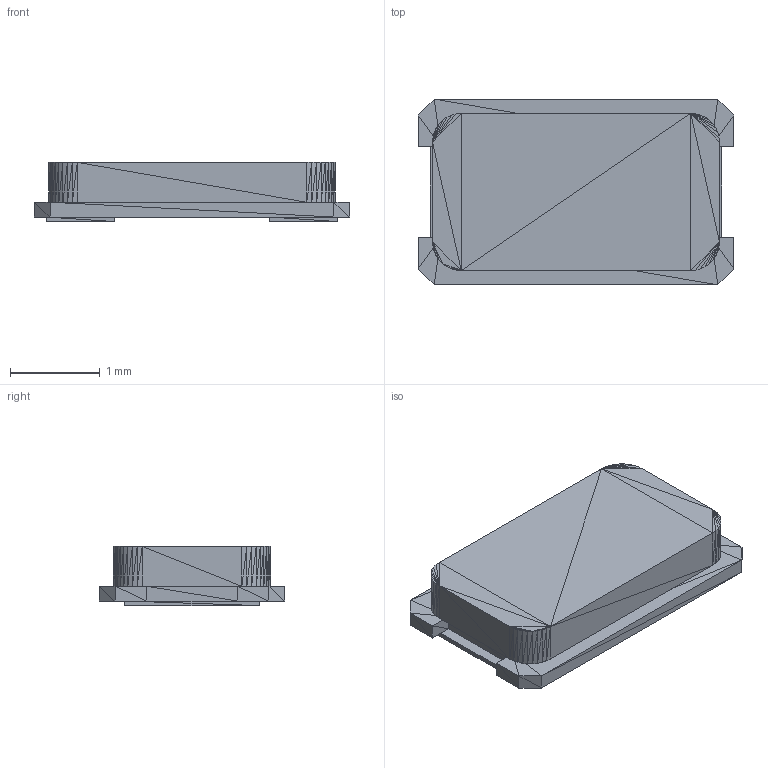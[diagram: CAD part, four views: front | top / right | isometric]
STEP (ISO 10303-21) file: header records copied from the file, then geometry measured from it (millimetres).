
FILE_DESCRIPTION((''),'2;1');
FILE_NAME('CRYS', '2025-07-24T02:55:18', (''), (''), 'ImageToStl.com STEP Converter','', '');
FILE_SCHEMA(('AUTOMOTIVE_DESIGN_CC2'));
Length unit declared in the file: metre
Products named in the file (1): product0
Bounding box: 3.52 x 2.07 x 0.66 mm (x, y, z)
Surface area: 35.6 mm2 (no closed solid volume)
Topology: 0 solids, 240 shells, 240 faces, 720 edges, 128 vertices
Faces by surface type: plane 240
Entity records: 5564 total; most frequent: DIRECTION 1202, ORIENTED_EDGE 720, EDGE_CURVE 720, LINE 720, VECTOR 720, AXIS2_PLACEMENT_3D 241, FACE_SURFACE 240, PLANE 240
